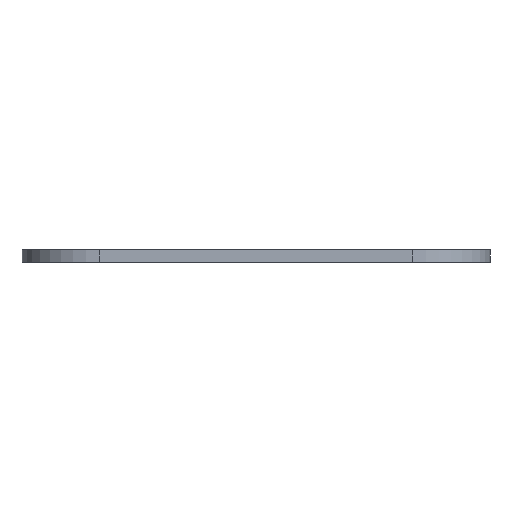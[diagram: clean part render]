
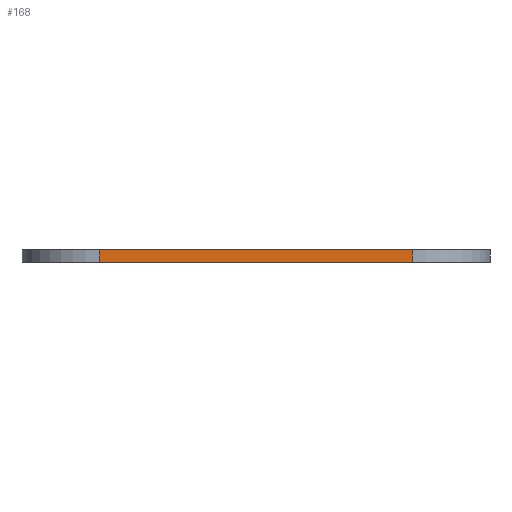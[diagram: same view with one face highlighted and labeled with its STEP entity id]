
A CAD part, left-side view. The second image highlights one B-rep face of the part: STEP entity #168.
In plain terms, the highlighted planar face has unit normal (-1, 0, 0).
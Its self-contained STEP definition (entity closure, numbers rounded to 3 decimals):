
#45 = DIRECTION ( 'NONE',  ( 0., 0., -1. ) ) ;
#168 = ADVANCED_FACE ( 'NONE', ( #2186 ), #400, .F. ) ;
#228 = CARTESIAN_POINT ( 'NONE',  ( 379.698, 0., 2.5 ) ) ;
#369 = DIRECTION ( 'NONE',  ( 1., 0., 0. ) ) ;
#383 = DIRECTION ( 'NONE',  ( 0., 1., 0. ) ) ;
#389 = CARTESIAN_POINT ( 'NONE',  ( 379.698, 0., 2.5 ) ) ;
#400 = PLANE ( 'NONE',  #1586 ) ;
#599 = ORIENTED_EDGE ( 'NONE', *, *, #1645, .T. ) ;
#612 = ORIENTED_EDGE ( 'NONE', *, *, #1756, .F. ) ;
#615 = ORIENTED_EDGE ( 'NONE', *, *, #1879, .F. ) ;
#616 = ORIENTED_EDGE ( 'NONE', *, *, #1453, .T. ) ;
#692 = CARTESIAN_POINT ( 'NONE',  ( 379.698, 0., 0. ) ) ;
#715 = CARTESIAN_POINT ( 'NONE',  ( 379.698, 639.524, 2.5 ) ) ;
#925 = CARTESIAN_POINT ( 'NONE',  ( 379.698, 700.107, 0. ) ) ;
#962 = VERTEX_POINT ( 'NONE', #972 ) ;
#972 = CARTESIAN_POINT ( 'NONE',  ( 379.698, 639.524, 2.5 ) ) ;
#1014 = DIRECTION ( 'NONE',  ( 0., -1., 0. ) ) ;
#1182 = EDGE_LOOP ( 'NONE', ( #599, #612, #615, #616 ) ) ;
#1266 = CARTESIAN_POINT ( 'NONE',  ( 379.698, 700.107, 2.5 ) ) ;
#1438 = CARTESIAN_POINT ( 'NONE',  ( 379.698, 700.107, 2.5 ) ) ;
#1453 = EDGE_CURVE ( 'NONE', #2320, #1461, #2191, .T. ) ;
#1461 = VERTEX_POINT ( 'NONE', #925 ) ;
#1560 = VERTEX_POINT ( 'NONE', #2103 ) ;
#1586 = AXIS2_PLACEMENT_3D ( 'NONE', #389, #369, #383 ) ;
#1645 = EDGE_CURVE ( 'NONE', #1461, #1560, #2051, .T. ) ;
#1756 = EDGE_CURVE ( 'NONE', #962, #1560, #2007, .T. ) ;
#1778 = DIRECTION ( 'NONE',  ( 0., -1., 0. ) ) ;
#1802 = VECTOR ( 'NONE', #1778, 1000. ) ;
#1809 = LINE ( 'NONE', #228, #1802 ) ;
#1879 = EDGE_CURVE ( 'NONE', #2320, #962, #1809, .T. ) ;
#1899 = VECTOR ( 'NONE', #2133, 1000. ) ;
#2007 = LINE ( 'NONE', #715, #1899 ) ;
#2013 = VECTOR ( 'NONE', #1014, 1000. ) ;
#2051 = LINE ( 'NONE', #692, #2013 ) ;
#2103 = CARTESIAN_POINT ( 'NONE',  ( 379.698, 639.524, 0. ) ) ;
#2133 = DIRECTION ( 'NONE',  ( 0., 0., -1. ) ) ;
#2186 = FACE_OUTER_BOUND ( 'NONE', #1182, .T. ) ;
#2190 = VECTOR ( 'NONE', #45, 1000. ) ;
#2191 = LINE ( 'NONE', #1266, #2190 ) ;
#2320 = VERTEX_POINT ( 'NONE', #1438 ) ;
